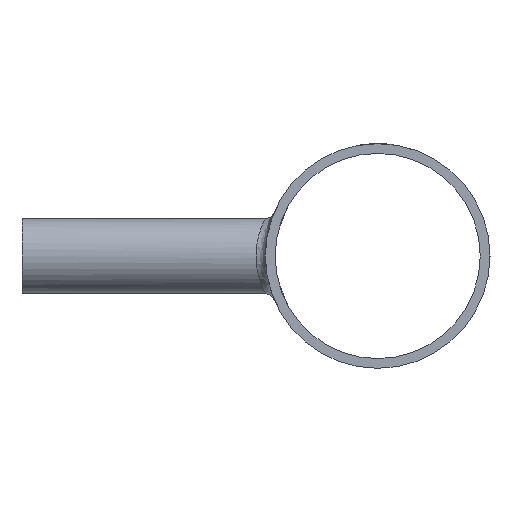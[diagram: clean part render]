
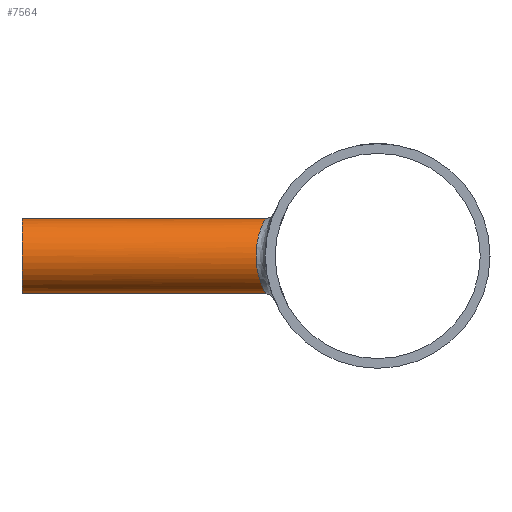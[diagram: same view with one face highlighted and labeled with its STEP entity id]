
A CAD part, left-side view. The second image highlights one B-rep face of the part: STEP entity #7564.
In plain terms, the highlighted cylindrical face has radius 6.35 mm (diameter 12.7 mm), a full revolution.
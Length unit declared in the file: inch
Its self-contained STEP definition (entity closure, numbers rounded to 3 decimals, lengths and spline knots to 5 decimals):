
#140=FACE_BOUND('',#1384,.T.);
#931=FACE_OUTER_BOUND('',#1383,.T.);
#1383=EDGE_LOOP('',(#7066));
#1384=EDGE_LOOP('',(#7067));
#2606=CIRCLE('',#8011,0.25);
#2973=B_SPLINE_CURVE_WITH_KNOTS('',3,(#16533,#16534,#16535,#16536,#16537,
#16538,#16539,#16540,#16541,#16542,#16543,#16544,#16545,#16546,#16547,#16548),
 .UNSPECIFIED.,.T.,.F.,(4,1,1,1,1,1,1,1,1,1,1,1,1,4),(0.,0.27566,
0.55133,0.82699,1.10265,1.65398,1.83775,
2.2053,2.48096,2.75663,3.03229,3.30795,
3.58361,3.85928),.UNSPECIFIED.);
#3718=VERTEX_POINT('',#16531);
#3719=VERTEX_POINT('',#16550);
#4838=EDGE_CURVE('',#3718,#3718,#2973,.T.);
#4839=EDGE_CURVE('',#3719,#3719,#2606,.T.);
#7066=ORIENTED_EDGE('',*,*,#4839,.T.);
#7067=ORIENTED_EDGE('',*,*,#4838,.F.);
#7122=CYLINDRICAL_SURFACE('',#8010,0.25);
#7564=ADVANCED_FACE('',(#931,#140),#7122,.T.);
#8010=AXIS2_PLACEMENT_3D('',#16549,#9437,#9438);
#8011=AXIS2_PLACEMENT_3D('',#16551,#9439,#9440);
#9437=DIRECTION('center_axis',(0.,-1.,0.));
#9438=DIRECTION('ref_axis',(1.,0.,0.));
#9439=DIRECTION('center_axis',(0.,-1.,0.));
#9440=DIRECTION('ref_axis',(1.,0.,0.));
#16531=CARTESIAN_POINT('',(0.,0.75,0.25));
#16533=CARTESIAN_POINT('Ctrl Pts',(0.,0.74996,
0.25003));
#16534=CARTESIAN_POINT('Ctrl Pts',(-0.03771,0.74996,
0.25003));
#16535=CARTESIAN_POINT('Ctrl Pts',(-0.11315,0.75966,
0.23245));
#16536=CARTESIAN_POINT('Ctrl Pts',(-0.20156,0.78984,
0.16137));
#16537=CARTESIAN_POINT('Ctrl Pts',(-0.25203,0.81335,
0.05862));
#16538=CARTESIAN_POINT('Ctrl Pts',(-0.25215,0.81366,
-0.09789));
#16539=CARTESIAN_POINT('Ctrl Pts',(-0.15931,0.76947,
-0.21349));
#16540=CARTESIAN_POINT('Ctrl Pts',(-0.01396,0.74513,
-0.25862));
#16541=CARTESIAN_POINT('Ctrl Pts',(0.10331,0.75597,
-0.24062));
#16542=CARTESIAN_POINT('Ctrl Pts',(0.20156,0.78996,
-0.16134));
#16543=CARTESIAN_POINT('Ctrl Pts',(0.25207,0.81334,
-0.05853));
#16544=CARTESIAN_POINT('Ctrl Pts',(0.25205,0.81345,
0.05845));
#16545=CARTESIAN_POINT('Ctrl Pts',(0.20157,0.7898,
0.1615));
#16546=CARTESIAN_POINT('Ctrl Pts',(0.11314,0.75967,
0.23242));
#16547=CARTESIAN_POINT('Ctrl Pts',(0.03772,0.74996,
0.25002));
#16548=CARTESIAN_POINT('Ctrl Pts',(0.,0.74996,
0.25003));
#16549=CARTESIAN_POINT('Origin',(0.,2.375,0.));
#16550=CARTESIAN_POINT('',(-0.25,2.375,0.));
#16551=CARTESIAN_POINT('Origin',(0.,2.375,0.));
